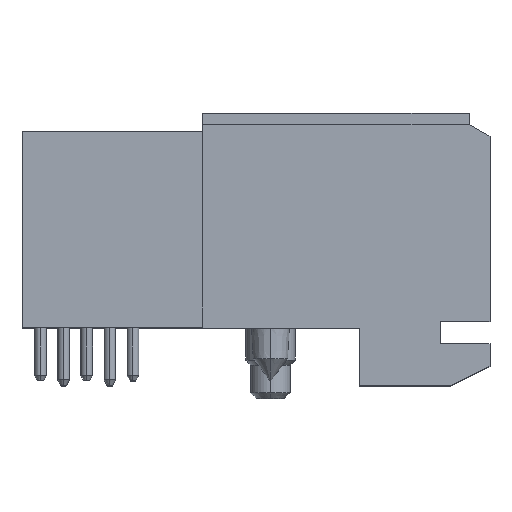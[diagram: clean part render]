
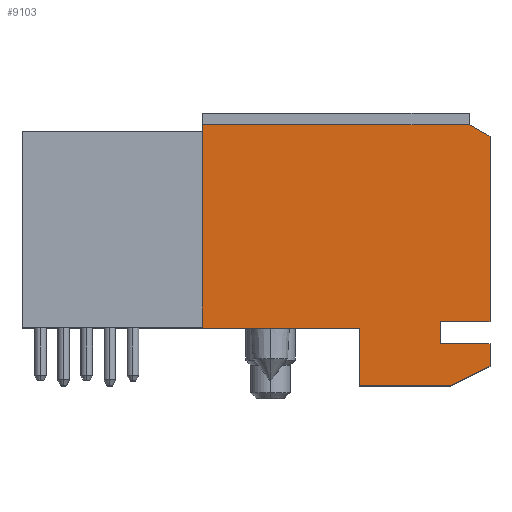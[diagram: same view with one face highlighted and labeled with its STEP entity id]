
A CAD part, top view. The second image highlights one B-rep face of the part: STEP entity #9103.
In plain terms, the highlighted planar face has unit normal (0, 0, 1).
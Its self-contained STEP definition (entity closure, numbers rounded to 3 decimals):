
#369 = VECTOR ( 'NONE', #11603, 1000. ) ;
#371 = VECTOR ( 'NONE', #11607, 1000. ) ;
#373 = VECTOR ( 'NONE', #11611, 1000. ) ;
#375 = VECTOR ( 'NONE', #11615, 1000. ) ;
#377 = VECTOR ( 'NONE', #11619, 1000. ) ;
#379 = VECTOR ( 'NONE', #11623, 1000. ) ;
#396 = VECTOR ( 'NONE', #11651, 1000. ) ;
#399 = VECTOR ( 'NONE', #11657, 1000. ) ;
#416 = VECTOR ( 'NONE', #11691, 1000. ) ;
#456 = VECTOR ( 'NONE', #11758, 1000. ) ;
#458 = VECTOR ( 'NONE', #11762, 1000. ) ;
#459 = VECTOR ( 'NONE', #11764, 1000. ) ;
#1686 = LINE ( 'NONE', #11602, #369 ) ;
#1688 = LINE ( 'NONE', #11606, #371 ) ;
#1690 = LINE ( 'NONE', #11610, #373 ) ;
#1692 = LINE ( 'NONE', #11614, #375 ) ;
#1694 = LINE ( 'NONE', #11618, #377 ) ;
#1696 = LINE ( 'NONE', #11622, #379 ) ;
#1701 = LINE ( 'NONE', #11650, #396 ) ;
#1704 = LINE ( 'NONE', #11656, #399 ) ;
#1721 = LINE ( 'NONE', #11690, #416 ) ;
#1735 = LINE ( 'NONE', #11757, #456 ) ;
#1737 = LINE ( 'NONE', #11761, #458 ) ;
#1738 = LINE ( 'NONE', #11763, #459 ) ;
#3507 = VERTEX_POINT ( 'NONE', #9659 ) ;
#3508 = VERTEX_POINT ( 'NONE', #9661 ) ;
#3519 = VERTEX_POINT ( 'NONE', #9681 ) ;
#3529 = VERTEX_POINT ( 'NONE', #9699 ) ;
#3530 = VERTEX_POINT ( 'NONE', #9701 ) ;
#3531 = VERTEX_POINT ( 'NONE', #9703 ) ;
#3532 = VERTEX_POINT ( 'NONE', #9704 ) ;
#3533 = VERTEX_POINT ( 'NONE', #9706 ) ;
#3534 = VERTEX_POINT ( 'NONE', #9708 ) ;
#3535 = VERTEX_POINT ( 'NONE', #9710 ) ;
#3536 = VERTEX_POINT ( 'NONE', #9711 ) ;
#3537 = VERTEX_POINT ( 'NONE', #9713 ) ;
#5628 = EDGE_LOOP ( 'NONE', ( #7357, #7356, #7362, #7355, #7302, #7303, #7301, #7354, #7353, #7352, #7385, #7119 ) ) ;
#7119 = ORIENTED_EDGE ( 'NONE', *, *, #8853, .F. ) ;
#7301 = ORIENTED_EDGE ( 'NONE', *, *, #8816, .F. ) ;
#7302 = ORIENTED_EDGE ( 'NONE', *, *, #8820, .F. ) ;
#7303 = ORIENTED_EDGE ( 'NONE', *, *, #8818, .F. ) ;
#7352 = ORIENTED_EDGE ( 'NONE', *, *, #8836, .F. ) ;
#7353 = ORIENTED_EDGE ( 'NONE', *, *, #8812, .F. ) ;
#7354 = ORIENTED_EDGE ( 'NONE', *, *, #8814, .F. ) ;
#7355 = ORIENTED_EDGE ( 'NONE', *, *, #8822, .F. ) ;
#7356 = ORIENTED_EDGE ( 'NONE', *, *, #8882, .T. ) ;
#7357 = ORIENTED_EDGE ( 'NONE', *, *, #8880, .F. ) ;
#7362 = ORIENTED_EDGE ( 'NONE', *, *, #8883, .T. ) ;
#7385 = ORIENTED_EDGE ( 'NONE', *, *, #8833, .F. ) ;
#8812 = EDGE_CURVE ( 'NONE', #3537, #3536, #1686, .T. ) ;
#8814 = EDGE_CURVE ( 'NONE', #3536, #3535, #1688, .T. ) ;
#8816 = EDGE_CURVE ( 'NONE', #3535, #3534, #1690, .T. ) ;
#8818 = EDGE_CURVE ( 'NONE', #3534, #3533, #1692, .T. ) ;
#8820 = EDGE_CURVE ( 'NONE', #3533, #3532, #1694, .T. ) ;
#8822 = EDGE_CURVE ( 'NONE', #3532, #3531, #1696, .T. ) ;
#8833 = EDGE_CURVE ( 'NONE', #3530, #3529, #1701, .T. ) ;
#8836 = EDGE_CURVE ( 'NONE', #3529, #3537, #1704, .T. ) ;
#8853 = EDGE_CURVE ( 'NONE', #3519, #3530, #1721, .T. ) ;
#8880 = EDGE_CURVE ( 'NONE', #3507, #3519, #1735, .T. ) ;
#8882 = EDGE_CURVE ( 'NONE', #3507, #3508, #1737, .T. ) ;
#8883 = EDGE_CURVE ( 'NONE', #3508, #3531, #1738, .T. ) ;
#9103 = ADVANCED_FACE ( 'NONE', ( #12446 ), #12672, .F. ) ;
#9659 = CARTESIAN_POINT ( 'NONE',  ( -12.45, 11.3, 0. ) ) ;
#9661 = CARTESIAN_POINT ( 'NONE',  ( -12.45, 2.5, 0. ) ) ;
#9681 = CARTESIAN_POINT ( 'NONE',  ( -0.9, 11.3, 0. ) ) ;
#9699 = CARTESIAN_POINT ( 'NONE',  ( 0., 2.8, 0. ) ) ;
#9701 = CARTESIAN_POINT ( 'NONE',  ( 0., 10.8, 0. ) ) ;
#9703 = CARTESIAN_POINT ( 'NONE',  ( -5.64, 2.5, 0. ) ) ;
#9704 = CARTESIAN_POINT ( 'NONE',  ( -5.64, 0., 0. ) ) ;
#9706 = CARTESIAN_POINT ( 'NONE',  ( -1.7, 0., 0. ) ) ;
#9708 = CARTESIAN_POINT ( 'NONE',  ( 0., 0.85, 0. ) ) ;
#9710 = CARTESIAN_POINT ( 'NONE',  ( 0., 1.83, 0. ) ) ;
#9711 = CARTESIAN_POINT ( 'NONE',  ( -2.15, 1.83, 0. ) ) ;
#9713 = CARTESIAN_POINT ( 'NONE',  ( -2.15, 2.8, 0. ) ) ;
#11602 = CARTESIAN_POINT ( 'NONE',  ( -2.15, 5.65, 0. ) ) ;
#11603 = DIRECTION ( 'NONE',  ( 0., -1., 0. ) ) ;
#11606 = CARTESIAN_POINT ( 'NONE',  ( -6.225, 1.83, 0. ) ) ;
#11607 = DIRECTION ( 'NONE',  ( 1., 0., 0. ) ) ;
#11610 = CARTESIAN_POINT ( 'NONE',  ( 0., 5.65, 0. ) ) ;
#11611 = DIRECTION ( 'NONE',  ( 0., -1., 0. ) ) ;
#11614 = CARTESIAN_POINT ( 'NONE',  ( -1.7, 0., 0. ) ) ;
#11615 = DIRECTION ( 'NONE',  ( -0.894, -0.447, 0. ) ) ;
#11618 = CARTESIAN_POINT ( 'NONE',  ( -6.225, 0., 0. ) ) ;
#11619 = DIRECTION ( 'NONE',  ( -1., 0., 0. ) ) ;
#11622 = CARTESIAN_POINT ( 'NONE',  ( -5.64, 5.65, 0. ) ) ;
#11623 = DIRECTION ( 'NONE',  ( 0., 1., 0. ) ) ;
#11650 = CARTESIAN_POINT ( 'NONE',  ( 0., 5.65, 0. ) ) ;
#11651 = DIRECTION ( 'NONE',  ( 0., -1., 0. ) ) ;
#11656 = CARTESIAN_POINT ( 'NONE',  ( -6.225, 2.8, 0. ) ) ;
#11657 = DIRECTION ( 'NONE',  ( -1., 0., 0. ) ) ;
#11690 = CARTESIAN_POINT ( 'NONE',  ( 0., 10.8, 0. ) ) ;
#11691 = DIRECTION ( 'NONE',  ( 0.874, -0.486, 0. ) ) ;
#11757 = CARTESIAN_POINT ( 'NONE',  ( -6.225, 11.3, 0. ) ) ;
#11758 = DIRECTION ( 'NONE',  ( 1., 0., 0. ) ) ;
#11761 = CARTESIAN_POINT ( 'NONE',  ( -12.45, 7.15, 0. ) ) ;
#11762 = DIRECTION ( 'NONE',  ( 0., -1., 0. ) ) ;
#11763 = CARTESIAN_POINT ( 'NONE',  ( -9.045, 2.5, 0. ) ) ;
#11764 = DIRECTION ( 'NONE',  ( 1., 0., 0. ) ) ;
#12446 = FACE_OUTER_BOUND ( 'NONE', #5628, .T. ) ;
#12537 = AXIS2_PLACEMENT_3D ( 'NONE', #12673, #12674, #12675 ) ;
#12672 = PLANE ( 'NONE',  #12537 ) ;
#12673 = CARTESIAN_POINT ( 'NONE',  ( 0., 0., 0. ) ) ;
#12674 = DIRECTION ( 'NONE',  ( 0., 0., -1. ) ) ;
#12675 = DIRECTION ( 'NONE',  ( -1., 0., 0. ) ) ;
